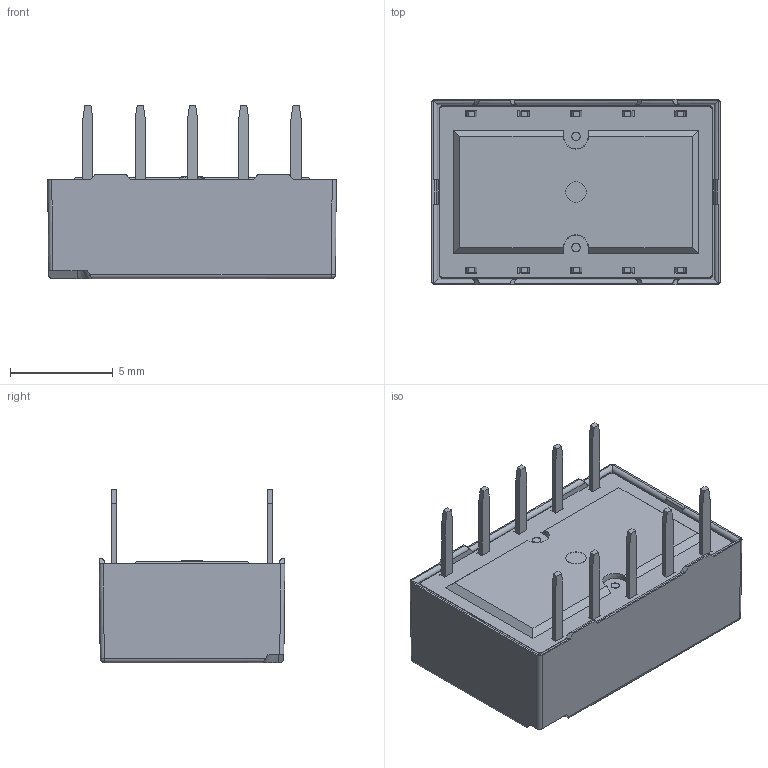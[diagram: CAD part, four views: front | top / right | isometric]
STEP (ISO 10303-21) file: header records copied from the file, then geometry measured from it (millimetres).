
FILE_DESCRIPTION( ( 'Unknown' ), '1' );
FILE_NAME( 'P.stp', 'Unknown', ( 'Unknown' ), ( 'Unknown' ), 'PSStep 16.0.42', 'Unknown', ' ' );
FILE_SCHEMA( ( 'AUTOMOTIVE_DESIGN { 1 0 10303 214 1 1 1 1 }' ) );
Length unit declared in the file: millimetre
Products named in the file (4): Assem1; C; B; pin
Assembly tree (12 placements, depth 2):
  Assem1
    C
    B
    pin  x10
Bounding box: 14.06 x 9.05 x 8.45 mm (x, y, z)
Volume: 563.3 mm3; surface area: 870.2 mm2
Topology: 12 solids, 28 shells, 394 faces, 932 edges, 609 vertices
Faces by surface type: plane 304, cylinder 59, bspline 15, cone 12, sphere 2, torus 2
Full cylindrical faces by diameter (mm): 1 x1
Entity records: 12340 total; most frequent: CARTESIAN_POINT 2219, ORIENTED_EDGE 1520, DIRECTION 1506, EDGE_CURVE 760, LINE 586, VECTOR 586, VERTEX_POINT 498, AXIS2_PLACEMENT_3D 460
